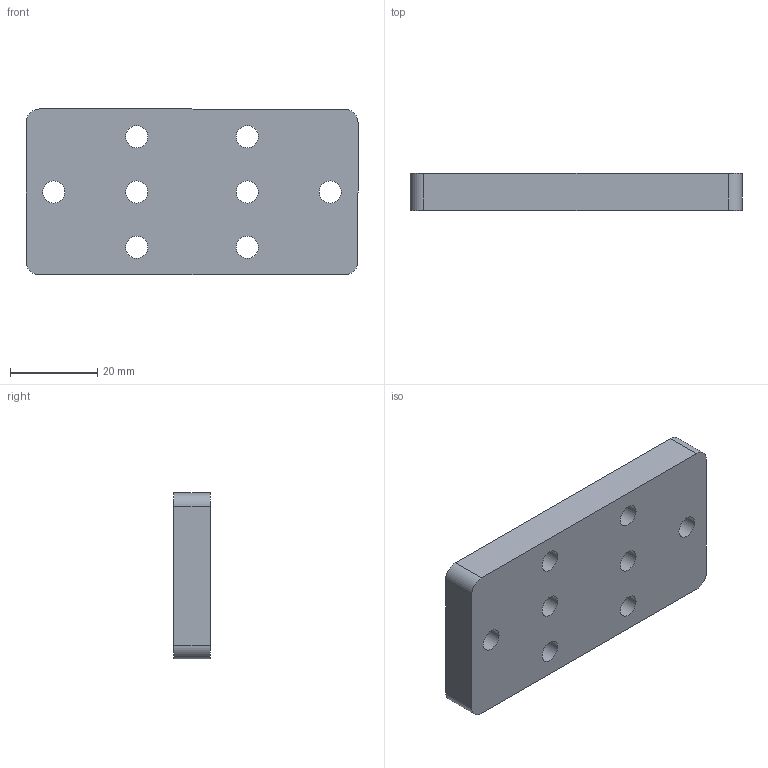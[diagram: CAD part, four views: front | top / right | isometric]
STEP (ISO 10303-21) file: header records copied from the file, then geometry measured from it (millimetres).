
FILE_DESCRIPTION (( 'STEP AP214' ), '1' );
FILE_NAME ('am-4169 Sport Side Flange Mount.STEP', '2019-10-09T14:49:50', ( '' ), ( '' ), 'SwSTEP 2.0', 'SolidWorks 2019', '' );
FILE_SCHEMA (( 'AUTOMOTIVE_DESIGN' ));
Length unit declared in the file: inch
Products named in the file (1): am-4169 Sport Side Flange Mount
Bounding box: 76.2 x 8.46 x 38.1 mm (x, y, z)
Volume: 21627.1 mm3; surface area: 8836.4 mm2
Topology: 1 solids, 1 shells, 30 faces, 68 edges, 46 vertices
Faces by surface type: cylinder 18, plane 12
Full cylindrical faces by diameter (mm): 5.105 x8, 9.525 x6
Entity records: 848 total; most frequent: DIRECTION 150, CARTESIAN_POINT 127, ORIENTED_EDGE 104, AXIS2_PLACEMENT_3D 67, EDGE_LOOP 66, EDGE_CURVE 52, VERTEX_POINT 44, FACE_OUTER_BOUND 44
